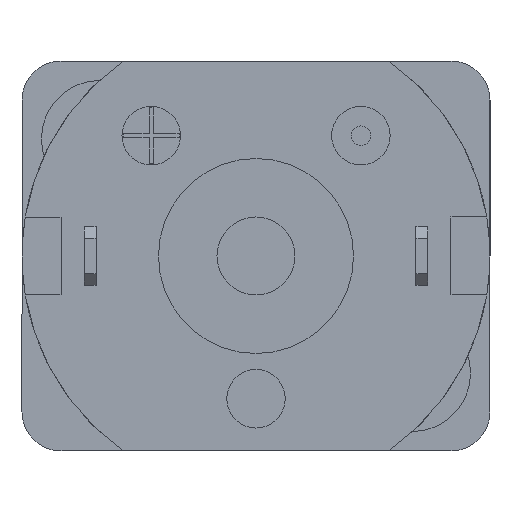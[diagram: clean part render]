
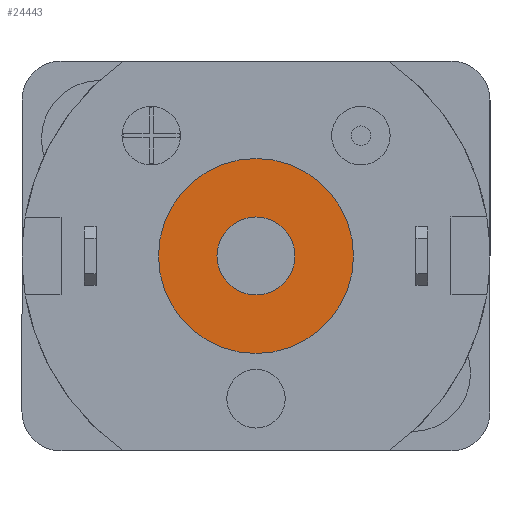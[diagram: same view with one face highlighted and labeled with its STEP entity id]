
A CAD part, front view. The second image highlights one B-rep face of the part: STEP entity #24443.
In plain terms, the highlighted planar face has unit normal (0, -1, 0).
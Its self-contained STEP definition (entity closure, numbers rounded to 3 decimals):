
#338 = VERTEX_POINT ( 'NONE', #26131 ) ;
#1296 = DIRECTION ( 'NONE',  ( 0., -1., 0. ) ) ;
#2119 = ORIENTED_EDGE ( 'NONE', *, *, #3670, .T. ) ;
#2330 = DIRECTION ( 'NONE',  ( 0., 0., -1. ) ) ;
#3670 = EDGE_CURVE ( 'NONE', #24179, #6490, #18416, .T. ) ;
#4761 = AXIS2_PLACEMENT_3D ( 'NONE', #17461, #24510, #22349 ) ;
#5101 = DIRECTION ( 'NONE',  ( 0., 0., -1. ) ) ;
#6465 = DIRECTION ( 'NONE',  ( 0., -1., 0. ) ) ;
#6490 = VERTEX_POINT ( 'NONE', #17078 ) ;
#6901 = EDGE_CURVE ( 'NONE', #6490, #24179, #26060, .T. ) ;
#7389 = DIRECTION ( 'NONE',  ( 0., -1., 0. ) ) ;
#8094 = FACE_OUTER_BOUND ( 'NONE', #25919, .T. ) ;
#9220 = AXIS2_PLACEMENT_3D ( 'NONE', #9858, #7389, #5101 ) ;
#9858 = CARTESIAN_POINT ( 'NONE',  ( 0., -1., 0. ) ) ;
#10663 = AXIS2_PLACEMENT_3D ( 'NONE', #24590, #1296, #22432 ) ;
#12160 = CIRCLE ( 'NONE', #9220, 1. ) ;
#12879 = PLANE ( 'NONE',  #4761 ) ;
#13693 = CARTESIAN_POINT ( 'NONE',  ( 0., -1., 0. ) ) ;
#14106 = CARTESIAN_POINT ( 'NONE',  ( 0., -1., -2.5 ) ) ;
#14829 = AXIS2_PLACEMENT_3D ( 'NONE', #22851, #6465, #2330 ) ;
#17078 = CARTESIAN_POINT ( 'NONE',  ( 0., -1., 2.5 ) ) ;
#17079 = EDGE_CURVE ( 'NONE', #21565, #338, #25357, .T. ) ;
#17424 = EDGE_CURVE ( 'NONE', #338, #21565, #12160, .T. ) ;
#17461 = CARTESIAN_POINT ( 'NONE',  ( 0., -1., 0. ) ) ;
#18416 = CIRCLE ( 'NONE', #25766, 2.5 ) ;
#18464 = ORIENTED_EDGE ( 'NONE', *, *, #17424, .F. ) ;
#18599 = DIRECTION ( 'NONE',  ( 0., 0., -1. ) ) ;
#21565 = VERTEX_POINT ( 'NONE', #26384 ) ;
#22349 = DIRECTION ( 'NONE',  ( 0., 0., -1. ) ) ;
#22432 = DIRECTION ( 'NONE',  ( 0., 0., -1. ) ) ;
#22655 = FACE_BOUND ( 'NONE', #23867, .T. ) ;
#22851 = CARTESIAN_POINT ( 'NONE',  ( 0., -1., 0. ) ) ;
#23867 = EDGE_LOOP ( 'NONE', ( #28388, #18464 ) ) ;
#23937 = ORIENTED_EDGE ( 'NONE', *, *, #6901, .T. ) ;
#24179 = VERTEX_POINT ( 'NONE', #14106 ) ;
#24443 = ADVANCED_FACE ( 'NONE', ( #22655, #8094 ), #12879, .T. ) ;
#24510 = DIRECTION ( 'NONE',  ( 0., -1., 0. ) ) ;
#24590 = CARTESIAN_POINT ( 'NONE',  ( 0., -1., 0. ) ) ;
#25357 = CIRCLE ( 'NONE', #10663, 1. ) ;
#25647 = DIRECTION ( 'NONE',  ( 0., -1., 0. ) ) ;
#25766 = AXIS2_PLACEMENT_3D ( 'NONE', #13693, #25647, #18599 ) ;
#25919 = EDGE_LOOP ( 'NONE', ( #23937, #2119 ) ) ;
#26060 = CIRCLE ( 'NONE', #14829, 2.5 ) ;
#26131 = CARTESIAN_POINT ( 'NONE',  ( 0., -1., 1. ) ) ;
#26384 = CARTESIAN_POINT ( 'NONE',  ( 0., -1., -1. ) ) ;
#28388 = ORIENTED_EDGE ( 'NONE', *, *, #17079, .F. ) ;
